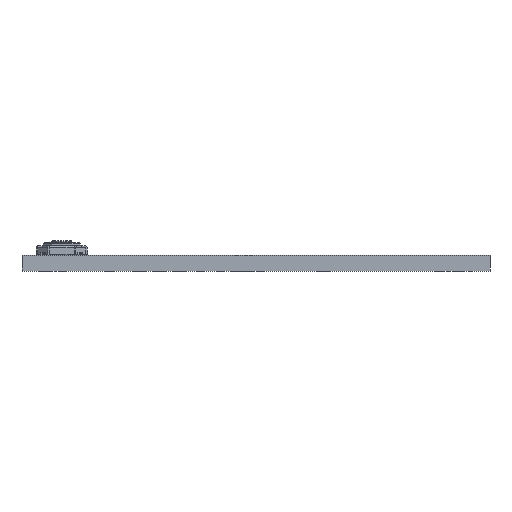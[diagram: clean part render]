
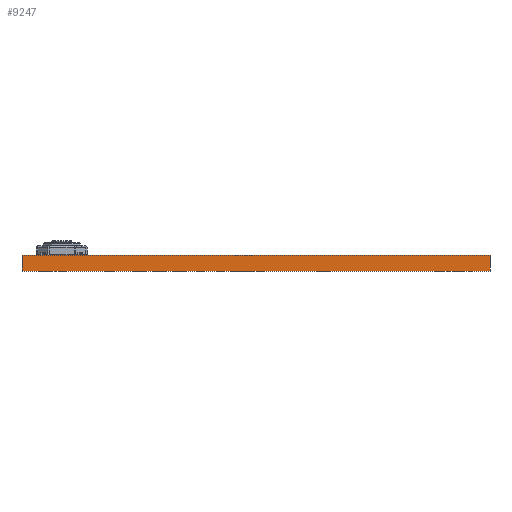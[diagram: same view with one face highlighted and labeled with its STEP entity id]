
A CAD part, front view. The second image highlights one B-rep face of the part: STEP entity #9247.
In plain terms, the highlighted planar face has unit normal (0, -1, 0).
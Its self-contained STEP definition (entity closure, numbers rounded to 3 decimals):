
#9131 = EDGE_CURVE('',#9132,#9134,#9136,.T.);
#9132 = VERTEX_POINT('',#9133);
#9133 = CARTESIAN_POINT('',(0.,-68.,0.));
#9134 = VERTEX_POINT('',#9135);
#9135 = CARTESIAN_POINT('',(0.,-68.,1.6));
#9136 = SURFACE_CURVE('',#9137,(#9141,#9153),.PCURVE_S1.);
#9137 = LINE('',#9138,#9139);
#9138 = CARTESIAN_POINT('',(0.,-68.,0.));
#9139 = VECTOR('',#9140,1.);
#9140 = DIRECTION('',(0.,0.,1.));
#9141 = PCURVE('',#9142,#9147);
#9142 = PLANE('',#9143);
#9143 = AXIS2_PLACEMENT_3D('',#9144,#9145,#9146);
#9144 = CARTESIAN_POINT('',(0.,-68.,0.));
#9145 = DIRECTION('',(-1.,0.,0.));
#9146 = DIRECTION('',(0.,1.,0.));
#9147 = DEFINITIONAL_REPRESENTATION('',(#9148),#9152);
#9148 = LINE('',#9149,#9150);
#9149 = CARTESIAN_POINT('',(0.,0.));
#9150 = VECTOR('',#9151,1.);
#9151 = DIRECTION('',(0.,-1.));
#9152 = ( GEOMETRIC_REPRESENTATION_CONTEXT(2) 
PARAMETRIC_REPRESENTATION_CONTEXT() REPRESENTATION_CONTEXT('2D SPACE',''
  ) );
#9153 = PCURVE('',#9154,#9159);
#9154 = PLANE('',#9155);
#9155 = AXIS2_PLACEMENT_3D('',#9156,#9157,#9158);
#9156 = CARTESIAN_POINT('',(47.,-68.,0.));
#9157 = DIRECTION('',(0.,-1.,0.));
#9158 = DIRECTION('',(-1.,0.,0.));
#9159 = DEFINITIONAL_REPRESENTATION('',(#9160),#9164);
#9160 = LINE('',#9161,#9162);
#9161 = CARTESIAN_POINT('',(47.,0.));
#9162 = VECTOR('',#9163,1.);
#9163 = DIRECTION('',(0.,-1.));
#9164 = ( GEOMETRIC_REPRESENTATION_CONTEXT(2) 
PARAMETRIC_REPRESENTATION_CONTEXT() REPRESENTATION_CONTEXT('2D SPACE',''
  ) );
#9182 = PLANE('',#9183);
#9183 = AXIS2_PLACEMENT_3D('',#9184,#9185,#9186);
#9184 = CARTESIAN_POINT('',(23.5,-34.,1.6));
#9185 = DIRECTION('',(-0.,-0.,-1.));
#9186 = DIRECTION('',(-1.,0.,0.));
#9236 = PLANE('',#9237);
#9237 = AXIS2_PLACEMENT_3D('',#9238,#9239,#9240);
#9238 = CARTESIAN_POINT('',(23.5,-34.,0.));
#9239 = DIRECTION('',(-0.,-0.,-1.));
#9240 = DIRECTION('',(-1.,0.,0.));
#9247 = ADVANCED_FACE('',(#9248),#9154,.T.);
#9248 = FACE_BOUND('',#9249,.T.);
#9249 = EDGE_LOOP('',(#9250,#9280,#9301,#9302));
#9250 = ORIENTED_EDGE('',*,*,#9251,.T.);
#9251 = EDGE_CURVE('',#9252,#9254,#9256,.T.);
#9252 = VERTEX_POINT('',#9253);
#9253 = CARTESIAN_POINT('',(47.,-68.,0.));
#9254 = VERTEX_POINT('',#9255);
#9255 = CARTESIAN_POINT('',(47.,-68.,1.6));
#9256 = SURFACE_CURVE('',#9257,(#9261,#9268),.PCURVE_S1.);
#9257 = LINE('',#9258,#9259);
#9258 = CARTESIAN_POINT('',(47.,-68.,0.));
#9259 = VECTOR('',#9260,1.);
#9260 = DIRECTION('',(0.,0.,1.));
#9261 = PCURVE('',#9154,#9262);
#9262 = DEFINITIONAL_REPRESENTATION('',(#9263),#9267);
#9263 = LINE('',#9264,#9265);
#9264 = CARTESIAN_POINT('',(0.,-0.));
#9265 = VECTOR('',#9266,1.);
#9266 = DIRECTION('',(0.,-1.));
#9267 = ( GEOMETRIC_REPRESENTATION_CONTEXT(2) 
PARAMETRIC_REPRESENTATION_CONTEXT() REPRESENTATION_CONTEXT('2D SPACE',''
  ) );
#9268 = PCURVE('',#9269,#9274);
#9269 = PLANE('',#9270);
#9270 = AXIS2_PLACEMENT_3D('',#9271,#9272,#9273);
#9271 = CARTESIAN_POINT('',(47.,-0.,0.));
#9272 = DIRECTION('',(1.,0.,-0.));
#9273 = DIRECTION('',(0.,-1.,0.));
#9274 = DEFINITIONAL_REPRESENTATION('',(#9275),#9279);
#9275 = LINE('',#9276,#9277);
#9276 = CARTESIAN_POINT('',(68.,0.));
#9277 = VECTOR('',#9278,1.);
#9278 = DIRECTION('',(0.,-1.));
#9279 = ( GEOMETRIC_REPRESENTATION_CONTEXT(2) 
PARAMETRIC_REPRESENTATION_CONTEXT() REPRESENTATION_CONTEXT('2D SPACE',''
  ) );
#9280 = ORIENTED_EDGE('',*,*,#9281,.T.);
#9281 = EDGE_CURVE('',#9254,#9134,#9282,.T.);
#9282 = SURFACE_CURVE('',#9283,(#9287,#9294),.PCURVE_S1.);
#9283 = LINE('',#9284,#9285);
#9284 = CARTESIAN_POINT('',(47.,-68.,1.6));
#9285 = VECTOR('',#9286,1.);
#9286 = DIRECTION('',(-1.,0.,0.));
#9287 = PCURVE('',#9154,#9288);
#9288 = DEFINITIONAL_REPRESENTATION('',(#9289),#9293);
#9289 = LINE('',#9290,#9291);
#9290 = CARTESIAN_POINT('',(0.,-1.6));
#9291 = VECTOR('',#9292,1.);
#9292 = DIRECTION('',(1.,0.));
#9293 = ( GEOMETRIC_REPRESENTATION_CONTEXT(2) 
PARAMETRIC_REPRESENTATION_CONTEXT() REPRESENTATION_CONTEXT('2D SPACE',''
  ) );
#9294 = PCURVE('',#9182,#9295);
#9295 = DEFINITIONAL_REPRESENTATION('',(#9296),#9300);
#9296 = LINE('',#9297,#9298);
#9297 = CARTESIAN_POINT('',(-23.5,-34.));
#9298 = VECTOR('',#9299,1.);
#9299 = DIRECTION('',(1.,0.));
#9300 = ( GEOMETRIC_REPRESENTATION_CONTEXT(2) 
PARAMETRIC_REPRESENTATION_CONTEXT() REPRESENTATION_CONTEXT('2D SPACE',''
  ) );
#9301 = ORIENTED_EDGE('',*,*,#9131,.F.);
#9302 = ORIENTED_EDGE('',*,*,#9303,.F.);
#9303 = EDGE_CURVE('',#9252,#9132,#9304,.T.);
#9304 = SURFACE_CURVE('',#9305,(#9309,#9316),.PCURVE_S1.);
#9305 = LINE('',#9306,#9307);
#9306 = CARTESIAN_POINT('',(47.,-68.,0.));
#9307 = VECTOR('',#9308,1.);
#9308 = DIRECTION('',(-1.,0.,0.));
#9309 = PCURVE('',#9154,#9310);
#9310 = DEFINITIONAL_REPRESENTATION('',(#9311),#9315);
#9311 = LINE('',#9312,#9313);
#9312 = CARTESIAN_POINT('',(0.,-0.));
#9313 = VECTOR('',#9314,1.);
#9314 = DIRECTION('',(1.,0.));
#9315 = ( GEOMETRIC_REPRESENTATION_CONTEXT(2) 
PARAMETRIC_REPRESENTATION_CONTEXT() REPRESENTATION_CONTEXT('2D SPACE',''
  ) );
#9316 = PCURVE('',#9236,#9317);
#9317 = DEFINITIONAL_REPRESENTATION('',(#9318),#9322);
#9318 = LINE('',#9319,#9320);
#9319 = CARTESIAN_POINT('',(-23.5,-34.));
#9320 = VECTOR('',#9321,1.);
#9321 = DIRECTION('',(1.,0.));
#9322 = ( GEOMETRIC_REPRESENTATION_CONTEXT(2) 
PARAMETRIC_REPRESENTATION_CONTEXT() REPRESENTATION_CONTEXT('2D SPACE',''
  ) );
